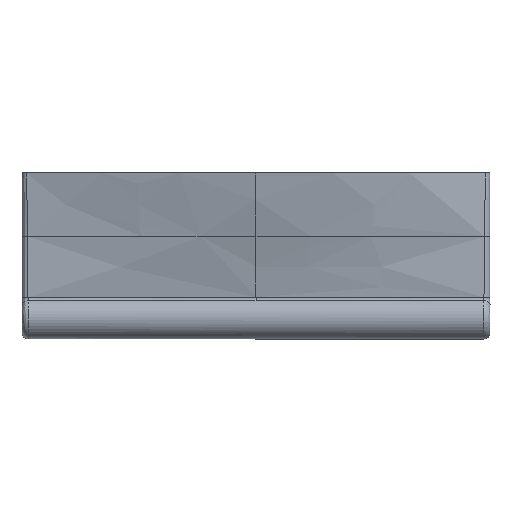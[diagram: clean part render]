
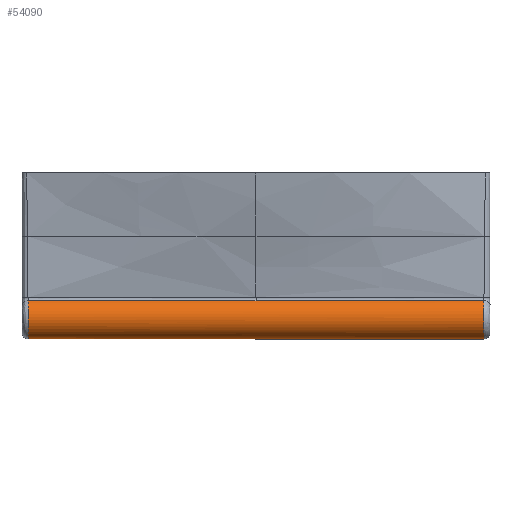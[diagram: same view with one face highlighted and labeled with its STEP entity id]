
A CAD part, front view. The second image highlights one B-rep face of the part: STEP entity #54090.
In plain terms, the highlighted cylindrical face has radius 2.75 mm (diameter 5.5 mm), a partial arc.
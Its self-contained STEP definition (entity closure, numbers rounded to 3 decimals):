
#52880=CARTESIAN_POINT('',(0.,0.,-2.449));
#52890=DIRECTION('',(-1.,0.,0.));
#52900=DIRECTION('',(0.,0.,-1.));
#52910=AXIS2_PLACEMENT_3D('',#52880,#52890,#52900);
#52920=CYLINDRICAL_SURFACE('',#52910,2.75);
#52930=CARTESIAN_POINT('',(0.,1.509,
-0.151));
#52940=CARTESIAN_POINT('',(-0.018,1.509,
-0.151));
#52950=CARTESIAN_POINT('',(-0.035,1.509,
-0.151));
#52960=CARTESIAN_POINT('',(-5.202,1.51,
-0.151));
#52970=CARTESIAN_POINT('',(-10.351,1.519,
-0.157));
#52980=CARTESIAN_POINT('',(-18.206,1.52,
-0.158));
#52990=CARTESIAN_POINT('',(-20.911,1.518,
-0.157));
#53000=CARTESIAN_POINT('',(-24.97,1.508,
-0.15));
#53010=CARTESIAN_POINT('',(-26.323,1.504,
-0.147));
#53020=CARTESIAN_POINT('',(-28.95,1.492,
-0.14));
#53030=CARTESIAN_POINT('',(-30.225,1.485,
-0.135));
#53040=CARTESIAN_POINT('',(-31.5,1.478,
-0.13));
#53050=B_SPLINE_CURVE_WITH_KNOTS('',3,(#52930,#52940,#52950,#52960,
#52970,#52980,#52990,#53000,#53010,#53020,#53030,#53040),.UNSPECIFIED.,
.F.,.F.,(4,2,2,2,2,4),(0.,0.053,15.5,
23.616,27.674,31.498),.UNSPECIFIED.);
#53060=CARTESIAN_POINT('',(0.,1.509,
-0.151));
#53070=VERTEX_POINT('',#53060);
#53080=CARTESIAN_POINT('',(-30.2,1.485,-0.135));
#53090=VERTEX_POINT('',#53080);
#53100=EDGE_CURVE('',#53070,#53090,#53050,.T.);
#53110=ORIENTED_EDGE('',*,*,#53100,.F.);
#53120=CARTESIAN_POINT('',(-30.2,1.485,-0.135));
#53130=CARTESIAN_POINT('',(-30.2,1.522,-0.159));
#53140=CARTESIAN_POINT('',(-30.2,1.559,-0.184));
#53150=CARTESIAN_POINT('',(-30.2,1.636,-0.238));
#53160=CARTESIAN_POINT('',(-30.2,1.675,-0.268));
#53170=CARTESIAN_POINT('',(-30.2,2.369,-0.821));
#53180=CARTESIAN_POINT('',(-30.2,2.75,-1.613));
#53190=CARTESIAN_POINT('',(-30.2,2.75,-3.286));
#53200=CARTESIAN_POINT('',(-30.2,2.369,-4.078));
#53210=CARTESIAN_POINT('',(-30.2,1.06,-5.121));
#53220=CARTESIAN_POINT('',(-30.2,0.204,-5.317));
#53230=CARTESIAN_POINT('',(-30.2,-1.428,-4.944));
#53240=CARTESIAN_POINT('',(-30.2,-2.115,-4.397));
#53250=CARTESIAN_POINT('',(-30.2,-2.841,-2.889));
#53260=CARTESIAN_POINT('',(-30.2,-2.841,-2.01));
#53270=CARTESIAN_POINT('',(-30.2,-2.274,-0.833));
#53280=CARTESIAN_POINT('',(-30.2,-1.968,-0.475));
#53290=CARTESIAN_POINT('',(-30.2,-1.558,-0.183));
#53300=CARTESIAN_POINT('',(-30.2,-1.522,
-0.159));
#53310=CARTESIAN_POINT('',(-30.2,-1.485,
-0.135));
#53320=B_SPLINE_CURVE_WITH_KNOTS('',3,(#53120,#53130,#53140,#53150,
#53160,#53170,#53180,#53190,#53200,#53210,#53220,#53230,#53240,#53250,
#53260,#53270,#53280,#53290,#53300,#53310),.UNSPECIFIED.,.F.,.F.,(4,2,2,
2,2,2,2,2,2,4),(0.,0.112,0.239,2.353,
4.467,6.581,8.695,10.809,
11.995,12.112),.UNSPECIFIED.);
#53330=CARTESIAN_POINT('',(-30.2,-1.485,
-0.135));
#53340=VERTEX_POINT('',#53330);
#53350=EDGE_CURVE('',#53090,#53340,#53320,.T.);
#53360=ORIENTED_EDGE('',*,*,#53350,.F.);
#53370=CARTESIAN_POINT('',(0.,-1.509,
-0.151));
#53380=CARTESIAN_POINT('',(-0.018,-1.509,
-0.151));
#53390=CARTESIAN_POINT('',(-0.035,-1.509,
-0.151));
#53400=CARTESIAN_POINT('',(-5.202,-1.51,
-0.151));
#53410=CARTESIAN_POINT('',(-10.351,-1.519,
-0.157));
#53420=CARTESIAN_POINT('',(-18.206,-1.52,
-0.158));
#53430=CARTESIAN_POINT('',(-20.911,-1.518,
-0.157));
#53440=CARTESIAN_POINT('',(-24.97,-1.508,
-0.15));
#53450=CARTESIAN_POINT('',(-26.323,-1.504,
-0.147));
#53460=CARTESIAN_POINT('',(-28.95,-1.492,
-0.14));
#53470=CARTESIAN_POINT('',(-30.225,-1.485,
-0.135));
#53480=CARTESIAN_POINT('',(-31.5,-1.478,
-0.13));
#53490=B_SPLINE_CURVE_WITH_KNOTS('',3,(#53370,#53380,#53390,#53400,
#53410,#53420,#53430,#53440,#53450,#53460,#53470,#53480),.UNSPECIFIED.,
.F.,.F.,(4,2,2,2,2,4),(0.,0.053,15.5,
23.616,27.674,31.498),.UNSPECIFIED.);
#53500=CARTESIAN_POINT('',(0.,-1.509,
-0.151));
#53510=VERTEX_POINT('',#53500);
#53520=EDGE_CURVE('',#53510,#53340,#53490,.T.);
#53530=ORIENTED_EDGE('',*,*,#53520,.T.);
#53540=CARTESIAN_POINT('',(0.,-1.509,
-0.151));
#53550=CARTESIAN_POINT('',(0.018,-1.509,
-0.151));
#53560=CARTESIAN_POINT('',(0.035,-1.509,
-0.151));
#53570=CARTESIAN_POINT('',(2.497,-1.509,
-0.151));
#53580=CARTESIAN_POINT('',(4.941,-1.509,
-0.151));
#53590=CARTESIAN_POINT('',(10.09,-1.506,
-0.149));
#53600=CARTESIAN_POINT('',(12.795,-1.503,
-0.147));
#53610=CARTESIAN_POINT('',(20.833,-1.494,
-0.141));
#53620=CARTESIAN_POINT('',(26.167,-1.487,
-0.136));
#53630=CARTESIAN_POINT('',(31.5,-1.48,
-0.132));
#53640=B_SPLINE_CURVE_WITH_KNOTS('',3,(#53540,#53550,#53560,#53570,
#53580,#53590,#53600,#53610,#53620,#53630),.UNSPECIFIED.,.F.,.F.,(4,2,2,
2,4),(0.,0.053,7.385,15.5,
31.5),.UNSPECIFIED.);
#53650=CARTESIAN_POINT('',(30.2,-1.482,
-0.133));
#53660=VERTEX_POINT('',#53650);
#53670=EDGE_CURVE('',#53510,#53660,#53640,.T.);
#53680=ORIENTED_EDGE('',*,*,#53670,.F.);
#53690=CARTESIAN_POINT('',(30.2,1.482,
-0.133));
#53700=CARTESIAN_POINT('',(30.2,1.519,
-0.157));
#53710=CARTESIAN_POINT('',(30.2,1.555,
-0.181));
#53720=CARTESIAN_POINT('',(30.2,1.633,
-0.237));
#53730=CARTESIAN_POINT('',(30.2,1.674,
-0.267));
#53740=CARTESIAN_POINT('',(30.2,2.369,
-0.821));
#53750=CARTESIAN_POINT('',(30.2,2.75,
-1.613));
#53760=CARTESIAN_POINT('',(30.2,2.75,
-3.286));
#53770=CARTESIAN_POINT('',(30.2,2.369,
-4.078));
#53780=CARTESIAN_POINT('',(30.2,1.06,
-5.121));
#53790=CARTESIAN_POINT('',(30.2,0.204,
-5.317));
#53800=CARTESIAN_POINT('',(30.2,-1.428,
-4.944));
#53810=CARTESIAN_POINT('',(30.2,-2.115,
-4.397));
#53820=CARTESIAN_POINT('',(30.2,-2.841,
-2.889));
#53830=CARTESIAN_POINT('',(30.2,-2.841,
-2.01));
#53840=CARTESIAN_POINT('',(30.2,-2.273,
-0.832));
#53850=CARTESIAN_POINT('',(30.2,-1.966,
-0.473));
#53860=CARTESIAN_POINT('',(30.2,-1.555,
-0.181));
#53870=CARTESIAN_POINT('',(30.2,-1.519,
-0.157));
#53880=CARTESIAN_POINT('',(30.2,-1.482,
-0.133));
#53890=B_SPLINE_CURVE_WITH_KNOTS('',3,(#53690,#53700,#53710,#53720,
#53730,#53740,#53750,#53760,#53770,#53780,#53790,#53800,#53810,#53820,
#53830,#53840,#53850,#53860,#53870,#53880),.UNSPECIFIED.,.F.,.F.,(4,2,2,
2,2,2,2,2,2,4),(0.,0.114,0.244,2.358,
4.472,6.586,8.7,10.814,
12.004,12.118),.UNSPECIFIED.);
#53900=CARTESIAN_POINT('',(30.2,1.482,
-0.133));
#53910=VERTEX_POINT('',#53900);
#53920=EDGE_CURVE('',#53910,#53660,#53890,.T.);
#53930=ORIENTED_EDGE('',*,*,#53920,.T.);
#53940=CARTESIAN_POINT('',(0.,1.509,
-0.151));
#53950=CARTESIAN_POINT('',(0.018,1.509,
-0.151));
#53960=CARTESIAN_POINT('',(0.035,1.509,
-0.151));
#53970=CARTESIAN_POINT('',(2.497,1.509,
-0.151));
#53980=CARTESIAN_POINT('',(4.941,1.509,
-0.151));
#53990=CARTESIAN_POINT('',(10.09,1.506,
-0.149));
#54000=CARTESIAN_POINT('',(12.795,1.503,
-0.147));
#54010=CARTESIAN_POINT('',(20.833,1.494,
-0.141));
#54020=CARTESIAN_POINT('',(26.167,1.487,
-0.136));
#54030=CARTESIAN_POINT('',(31.5,1.48,
-0.132));
#54040=B_SPLINE_CURVE_WITH_KNOTS('',3,(#53940,#53950,#53960,#53970,
#53980,#53990,#54000,#54010,#54020,#54030),.UNSPECIFIED.,.F.,.F.,(4,2,2,
2,4),(0.,0.053,7.385,15.5,
31.5),.UNSPECIFIED.);
#54050=EDGE_CURVE('',#53070,#53910,#54040,.T.);
#54060=ORIENTED_EDGE('',*,*,#54050,.T.);
#54070=EDGE_LOOP('',(#54060,#53930,#53680,#53530,#53360,#53110));
#54080=FACE_OUTER_BOUND('',#54070,.T.);
#54090=ADVANCED_FACE('',(#54080),#52920,.T.);
